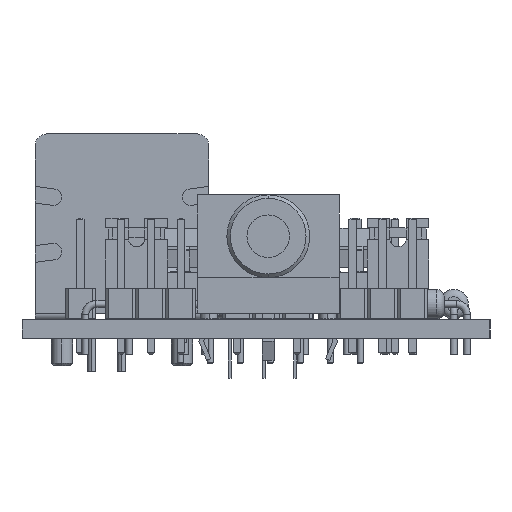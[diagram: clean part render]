
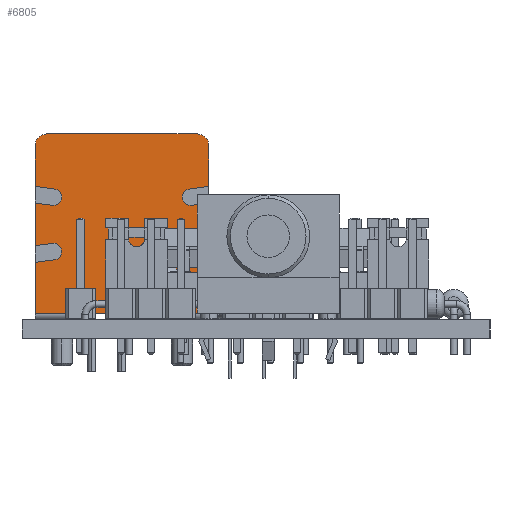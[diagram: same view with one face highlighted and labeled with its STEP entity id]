
A CAD part, left-side view. The second image highlights one B-rep face of the part: STEP entity #6805.
In plain terms, the highlighted face is planar.
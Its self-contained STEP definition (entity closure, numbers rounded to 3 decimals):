
#1637 = VERTEX_POINT('',#1638);
#1638 = CARTESIAN_POINT('',(-5.1,2.3,-34.9));
#1646 = EDGE_CURVE('',#1637,#1647,#1649,.T.);
#1647 = VERTEX_POINT('',#1648);
#1648 = CARTESIAN_POINT('',(-5.892,1.606,-34.9));
#1649 = CIRCLE('',#1650,0.7);
#1650 = AXIS2_PLACEMENT_3D('',#1651,#1652,#1653);
#1651 = CARTESIAN_POINT('',(-5.8,2.3,-34.9));
#1652 = DIRECTION('',(0.,0.,-1.));
#1653 = DIRECTION('',(0.132,0.991,0.));
#1681 = VERTEX_POINT('',#1682);
#1682 = CARTESIAN_POINT('',(5.1,-2.3,-34.9));
#1698 = VERTEX_POINT('',#1699);
#1699 = CARTESIAN_POINT('',(5.708,-2.994,-34.9));
#1705 = EDGE_CURVE('',#1698,#1681,#1706,.T.);
#1706 = CIRCLE('',#1707,0.7);
#1707 = AXIS2_PLACEMENT_3D('',#1708,#1709,#1710);
#1708 = CARTESIAN_POINT('',(5.8,-2.3,-34.9));
#1709 = DIRECTION('',(-0.,0.,-1.));
#1710 = DIRECTION('',(-0.132,-0.991,0.));
#1721 = VERTEX_POINT('',#1722);
#1722 = CARTESIAN_POINT('',(-5.1,-2.3,-34.9));
#1730 = EDGE_CURVE('',#1721,#1731,#1733,.T.);
#1731 = VERTEX_POINT('',#1732);
#1732 = CARTESIAN_POINT('',(-5.708,-2.994,-34.9));
#1733 = CIRCLE('',#1734,0.7);
#1734 = AXIS2_PLACEMENT_3D('',#1735,#1736,#1737);
#1735 = CARTESIAN_POINT('',(-5.8,-2.3,-34.9));
#1736 = DIRECTION('',(0.,0.,-1.));
#1737 = DIRECTION('',(-0.132,0.991,0.));
#1765 = VERTEX_POINT('',#1766);
#1766 = CARTESIAN_POINT('',(5.1,2.3,-34.9));
#1782 = VERTEX_POINT('',#1783);
#1783 = CARTESIAN_POINT('',(5.892,1.606,-34.9));
#1789 = EDGE_CURVE('',#1782,#1765,#1790,.T.);
#1790 = CIRCLE('',#1791,0.7);
#1791 = AXIS2_PLACEMENT_3D('',#1792,#1793,#1794);
#1792 = CARTESIAN_POINT('',(5.8,2.3,-34.9));
#1793 = DIRECTION('',(0.,0.,-1.));
#1794 = DIRECTION('',(0.132,-0.991,0.));
#6729 = VERTEX_POINT('',#6730);
#6730 = CARTESIAN_POINT('',(7.35,6.65,-34.9));
#6736 = EDGE_CURVE('',#6737,#6729,#6739,.T.);
#6737 = VERTEX_POINT('',#6738);
#6738 = CARTESIAN_POINT('',(6.35,7.65,-34.9));
#6739 = CIRCLE('',#6740,1.);
#6740 = AXIS2_PLACEMENT_3D('',#6741,#6742,#6743);
#6741 = CARTESIAN_POINT('',(6.35,6.65,-34.9));
#6742 = DIRECTION('',(0.,0.,-1.));
#6743 = DIRECTION('',(0.,1.,0.));
#6760 = EDGE_CURVE('',#6761,#6737,#6763,.T.);
#6761 = VERTEX_POINT('',#6762);
#6762 = CARTESIAN_POINT('',(-6.35,7.65,-34.9));
#6763 = LINE('',#6764,#6765);
#6764 = CARTESIAN_POINT('',(-6.35,7.65,-34.9));
#6765 = VECTOR('',#6766,1.);
#6766 = DIRECTION('',(1.,0.,0.));
#6785 = VERTEX_POINT('',#6786);
#6786 = CARTESIAN_POINT('',(-7.35,6.65,-34.9));
#6794 = EDGE_CURVE('',#6785,#6761,#6795,.T.);
#6795 = CIRCLE('',#6796,1.);
#6796 = AXIS2_PLACEMENT_3D('',#6797,#6798,#6799);
#6797 = CARTESIAN_POINT('',(-6.35,6.65,-34.9));
#6798 = DIRECTION('',(0.,0.,-1.));
#6799 = DIRECTION('',(-1.,0.,0.));
#6805 = ADVANCED_FACE('',(#6806),#6961,.T.);
#6806 = FACE_BOUND('',#6807,.T.);
#6807 = EDGE_LOOP('',(#6808,#6816,#6824,#6831,#6832,#6840,#6848,#6856,
    #6863,#6864,#6872,#6880,#6888,#6896,#6902,#6903,#6912,#6920,#6928,
    #6934,#6935,#6944,#6952,#6958,#6959,#6960));
#6808 = ORIENTED_EDGE('',*,*,#6809,.F.);
#6809 = EDGE_CURVE('',#6810,#6729,#6812,.T.);
#6810 = VERTEX_POINT('',#6811);
#6811 = CARTESIAN_POINT('',(7.35,3.212,-34.9));
#6812 = LINE('',#6813,#6814);
#6813 = CARTESIAN_POINT('',(7.35,3.212,-34.9));
#6814 = VECTOR('',#6815,1.);
#6815 = DIRECTION('',(0.,1.,0.));
#6816 = ORIENTED_EDGE('',*,*,#6817,.F.);
#6817 = EDGE_CURVE('',#6818,#6810,#6820,.T.);
#6818 = VERTEX_POINT('',#6819);
#6819 = CARTESIAN_POINT('',(5.708,2.994,-34.9));
#6820 = LINE('',#6821,#6822);
#6821 = CARTESIAN_POINT('',(5.708,2.994,-34.9));
#6822 = VECTOR('',#6823,1.);
#6823 = DIRECTION('',(0.991,0.132,0.));
#6824 = ORIENTED_EDGE('',*,*,#6825,.F.);
#6825 = EDGE_CURVE('',#1765,#6818,#6826,.T.);
#6826 = CIRCLE('',#6827,0.7);
#6827 = AXIS2_PLACEMENT_3D('',#6828,#6829,#6830);
#6828 = CARTESIAN_POINT('',(5.8,2.3,-34.9));
#6829 = DIRECTION('',(0.,0.,-1.));
#6830 = DIRECTION('',(0.132,-0.991,0.));
#6831 = ORIENTED_EDGE('',*,*,#1789,.F.);
#6832 = ORIENTED_EDGE('',*,*,#6833,.F.);
#6833 = EDGE_CURVE('',#6834,#1782,#6836,.T.);
#6834 = VERTEX_POINT('',#6835);
#6835 = CARTESIAN_POINT('',(7.35,1.8,-34.9));
#6836 = LINE('',#6837,#6838);
#6837 = CARTESIAN_POINT('',(7.35,1.8,-34.9));
#6838 = VECTOR('',#6839,1.);
#6839 = DIRECTION('',(-0.991,-0.132,0.));
#6840 = ORIENTED_EDGE('',*,*,#6841,.F.);
#6841 = EDGE_CURVE('',#6842,#6834,#6844,.T.);
#6842 = VERTEX_POINT('',#6843);
#6843 = CARTESIAN_POINT('',(7.35,-1.8,-34.9));
#6844 = LINE('',#6845,#6846);
#6845 = CARTESIAN_POINT('',(7.35,-1.8,-34.9));
#6846 = VECTOR('',#6847,1.);
#6847 = DIRECTION('',(0.,1.,0.));
#6848 = ORIENTED_EDGE('',*,*,#6849,.F.);
#6849 = EDGE_CURVE('',#6850,#6842,#6852,.T.);
#6850 = VERTEX_POINT('',#6851);
#6851 = CARTESIAN_POINT('',(5.892,-1.606,-34.9));
#6852 = LINE('',#6853,#6854);
#6853 = CARTESIAN_POINT('',(5.892,-1.606,-34.9));
#6854 = VECTOR('',#6855,1.);
#6855 = DIRECTION('',(0.991,-0.132,0.));
#6856 = ORIENTED_EDGE('',*,*,#6857,.F.);
#6857 = EDGE_CURVE('',#1681,#6850,#6858,.T.);
#6858 = CIRCLE('',#6859,0.7);
#6859 = AXIS2_PLACEMENT_3D('',#6860,#6861,#6862);
#6860 = CARTESIAN_POINT('',(5.8,-2.3,-34.9));
#6861 = DIRECTION('',(-0.,0.,-1.));
#6862 = DIRECTION('',(-0.132,-0.991,0.));
#6863 = ORIENTED_EDGE('',*,*,#1705,.F.);
#6864 = ORIENTED_EDGE('',*,*,#6865,.F.);
#6865 = EDGE_CURVE('',#6866,#1698,#6868,.T.);
#6866 = VERTEX_POINT('',#6867);
#6867 = CARTESIAN_POINT('',(7.35,-3.212,-34.9));
#6868 = LINE('',#6869,#6870);
#6869 = CARTESIAN_POINT('',(7.35,-3.212,-34.9));
#6870 = VECTOR('',#6871,1.);
#6871 = DIRECTION('',(-0.991,0.132,0.));
#6872 = ORIENTED_EDGE('',*,*,#6873,.F.);
#6873 = EDGE_CURVE('',#6874,#6866,#6876,.T.);
#6874 = VERTEX_POINT('',#6875);
#6875 = CARTESIAN_POINT('',(7.35,-7.55,-34.9));
#6876 = LINE('',#6877,#6878);
#6877 = CARTESIAN_POINT('',(7.35,-7.55,-34.9));
#6878 = VECTOR('',#6879,1.);
#6879 = DIRECTION('',(0.,1.,0.));
#6880 = ORIENTED_EDGE('',*,*,#6881,.F.);
#6881 = EDGE_CURVE('',#6882,#6874,#6884,.T.);
#6882 = VERTEX_POINT('',#6883);
#6883 = CARTESIAN_POINT('',(-7.35,-7.55,-34.9));
#6884 = LINE('',#6885,#6886);
#6885 = CARTESIAN_POINT('',(-7.35,-7.55,-34.9));
#6886 = VECTOR('',#6887,1.);
#6887 = DIRECTION('',(1.,0.,0.));
#6888 = ORIENTED_EDGE('',*,*,#6889,.T.);
#6889 = EDGE_CURVE('',#6882,#6890,#6892,.T.);
#6890 = VERTEX_POINT('',#6891);
#6891 = CARTESIAN_POINT('',(-7.35,-3.212,-34.9));
#6892 = LINE('',#6893,#6894);
#6893 = CARTESIAN_POINT('',(-7.35,-7.55,-34.9));
#6894 = VECTOR('',#6895,1.);
#6895 = DIRECTION('',(0.,1.,0.));
#6896 = ORIENTED_EDGE('',*,*,#6897,.F.);
#6897 = EDGE_CURVE('',#1731,#6890,#6898,.T.);
#6898 = LINE('',#6899,#6900);
#6899 = CARTESIAN_POINT('',(-5.708,-2.994,-34.9));
#6900 = VECTOR('',#6901,1.);
#6901 = DIRECTION('',(-0.991,-0.132,0.));
#6902 = ORIENTED_EDGE('',*,*,#1730,.F.);
#6903 = ORIENTED_EDGE('',*,*,#6904,.F.);
#6904 = EDGE_CURVE('',#6905,#1721,#6907,.T.);
#6905 = VERTEX_POINT('',#6906);
#6906 = CARTESIAN_POINT('',(-5.892,-1.606,-34.9));
#6907 = CIRCLE('',#6908,0.7);
#6908 = AXIS2_PLACEMENT_3D('',#6909,#6910,#6911);
#6909 = CARTESIAN_POINT('',(-5.8,-2.3,-34.9));
#6910 = DIRECTION('',(0.,0.,-1.));
#6911 = DIRECTION('',(-0.132,0.991,0.));
#6912 = ORIENTED_EDGE('',*,*,#6913,.F.);
#6913 = EDGE_CURVE('',#6914,#6905,#6916,.T.);
#6914 = VERTEX_POINT('',#6915);
#6915 = CARTESIAN_POINT('',(-7.35,-1.8,-34.9));
#6916 = LINE('',#6917,#6918);
#6917 = CARTESIAN_POINT('',(-7.35,-1.8,-34.9));
#6918 = VECTOR('',#6919,1.);
#6919 = DIRECTION('',(0.991,0.132,0.));
#6920 = ORIENTED_EDGE('',*,*,#6921,.T.);
#6921 = EDGE_CURVE('',#6914,#6922,#6924,.T.);
#6922 = VERTEX_POINT('',#6923);
#6923 = CARTESIAN_POINT('',(-7.35,1.8,-34.9));
#6924 = LINE('',#6925,#6926);
#6925 = CARTESIAN_POINT('',(-7.35,-1.8,-34.9));
#6926 = VECTOR('',#6927,1.);
#6927 = DIRECTION('',(0.,1.,0.));
#6928 = ORIENTED_EDGE('',*,*,#6929,.F.);
#6929 = EDGE_CURVE('',#1647,#6922,#6930,.T.);
#6930 = LINE('',#6931,#6932);
#6931 = CARTESIAN_POINT('',(-5.892,1.606,-34.9));
#6932 = VECTOR('',#6933,1.);
#6933 = DIRECTION('',(-0.991,0.132,0.));
#6934 = ORIENTED_EDGE('',*,*,#1646,.F.);
#6935 = ORIENTED_EDGE('',*,*,#6936,.F.);
#6936 = EDGE_CURVE('',#6937,#1637,#6939,.T.);
#6937 = VERTEX_POINT('',#6938);
#6938 = CARTESIAN_POINT('',(-5.708,2.994,-34.9));
#6939 = CIRCLE('',#6940,0.7);
#6940 = AXIS2_PLACEMENT_3D('',#6941,#6942,#6943);
#6941 = CARTESIAN_POINT('',(-5.8,2.3,-34.9));
#6942 = DIRECTION('',(0.,0.,-1.));
#6943 = DIRECTION('',(0.132,0.991,0.));
#6944 = ORIENTED_EDGE('',*,*,#6945,.F.);
#6945 = EDGE_CURVE('',#6946,#6937,#6948,.T.);
#6946 = VERTEX_POINT('',#6947);
#6947 = CARTESIAN_POINT('',(-7.35,3.212,-34.9));
#6948 = LINE('',#6949,#6950);
#6949 = CARTESIAN_POINT('',(-7.35,3.212,-34.9));
#6950 = VECTOR('',#6951,1.);
#6951 = DIRECTION('',(0.991,-0.132,0.));
#6952 = ORIENTED_EDGE('',*,*,#6953,.T.);
#6953 = EDGE_CURVE('',#6946,#6785,#6954,.T.);
#6954 = LINE('',#6955,#6956);
#6955 = CARTESIAN_POINT('',(-7.35,3.212,-34.9));
#6956 = VECTOR('',#6957,1.);
#6957 = DIRECTION('',(0.,1.,0.));
#6958 = ORIENTED_EDGE('',*,*,#6794,.T.);
#6959 = ORIENTED_EDGE('',*,*,#6760,.T.);
#6960 = ORIENTED_EDGE('',*,*,#6736,.T.);
#6961 = PLANE('',#6962);
#6962 = AXIS2_PLACEMENT_3D('',#6963,#6964,#6965);
#6963 = CARTESIAN_POINT('',(-7.35,-7.55,-34.9));
#6964 = DIRECTION('',(0.,0.,-1.));
#6965 = DIRECTION('',(0.,-1.,0.));
